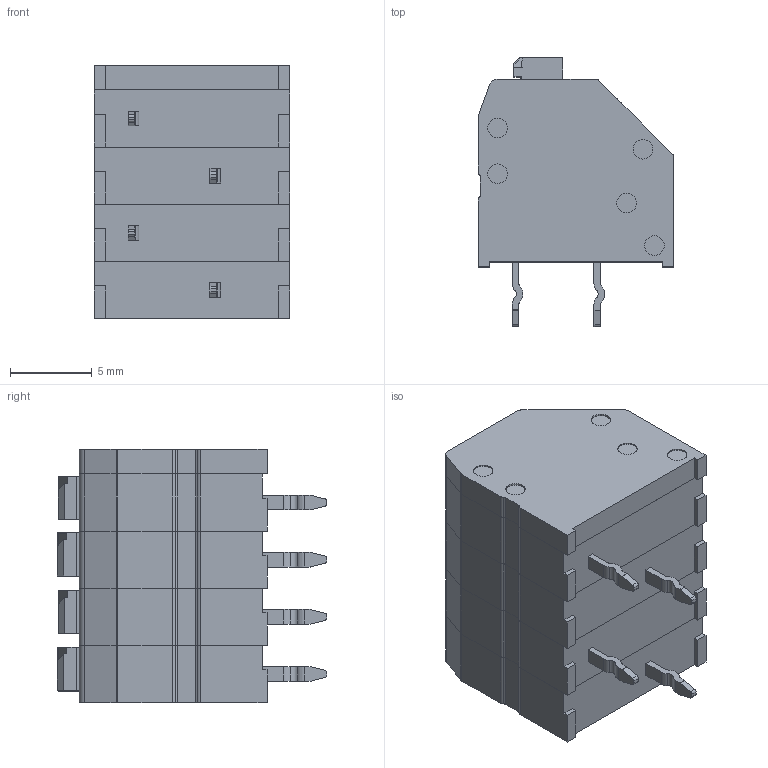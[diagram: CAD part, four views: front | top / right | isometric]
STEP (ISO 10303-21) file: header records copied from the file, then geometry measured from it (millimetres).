
FILE_DESCRIPTION(/* description */ (''),/* implementation_level */ '2;1');
FILE_NAME(/* name */ 'TBL002A-350-04GR-2OR.step',/* time_stamp */ '2023-10-30T12:26:43+11:00',/* author */ (''),/* organization */ (''),/* preprocessor_version */ 'ST-DEVELOPER v20',/* originating_system */ 'Autodesk Translation Framework v12.14.0.127',/* authorisation */ '');
FILE_SCHEMA (('AUTOMOTIVE_DESIGN { 1 0 10303 214 3 1 1 }'));
Length unit declared in the file: millimetre
Products named in the file (2): TBL002A-350-04GR-2OR; COMPOUND
Assembly tree (1 placements, depth 2):
  TBL002A-350-04GR-2OR
    COMPOUND
Bounding box: 12 x 16.5 x 15.5 mm (x, y, z)
Volume: 1729.8 mm3; surface area: 2592.9 mm2
Topology: 9 solids, 9 shells, 505 faces, 1313 edges, 870 vertices
Faces by surface type: plane 344, cylinder 141, cone 20
Full cylindrical faces by diameter (mm): 1.2 x25, 1.4 x20
Entity records: 15504 total; most frequent: CARTESIAN_POINT 2691, DIRECTION 2655, ORIENTED_EDGE 2626, EDGE_CURVE 1313, LINE 987, VECTOR 987, VERTEX_POINT 870, AXIS2_PLACEMENT_3D 834
